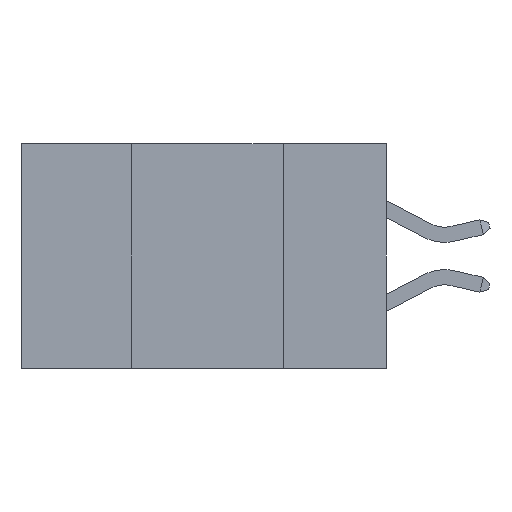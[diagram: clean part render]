
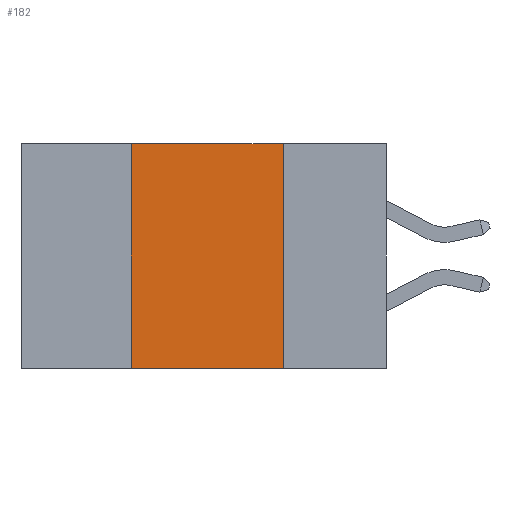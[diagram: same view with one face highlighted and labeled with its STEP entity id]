
A CAD part, left-side view. The second image highlights one B-rep face of the part: STEP entity #182.
In plain terms, the highlighted planar face has unit normal (-1, 0, 0).
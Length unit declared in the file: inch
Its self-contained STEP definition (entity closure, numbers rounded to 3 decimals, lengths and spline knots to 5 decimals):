
#182 = ADVANCED_FACE ( 'NONE', ( #3485 ), #6855, .F. ) ;
#210 = VECTOR ( 'NONE', #9599, 39.37008 ) ;
#672 = EDGE_CURVE ( 'NONE', #769, #9830, #5122, .T. ) ;
#769 = VERTEX_POINT ( 'NONE', #4840 ) ;
#999 = DIRECTION ( 'NONE',  ( 0., 0., -1. ) ) ;
#3008 = EDGE_LOOP ( 'NONE', ( #8470, #10016, #3243, #4261 ) ) ;
#3113 = EDGE_CURVE ( 'NONE', #4132, #4978, #6285, .T. ) ;
#3138 = VECTOR ( 'NONE', #3523, 39.37008 ) ;
#3209 = CARTESIAN_POINT ( 'NONE',  ( 0., 0.17, -0.37 ) ) ;
#3243 = ORIENTED_EDGE ( 'NONE', *, *, #4137, .F. ) ;
#3264 = VECTOR ( 'NONE', #4122, 39.37008 ) ;
#3485 = FACE_OUTER_BOUND ( 'NONE', #3008, .T. ) ;
#3523 = DIRECTION ( 'NONE',  ( 0., -1., 0. ) ) ;
#4122 = DIRECTION ( 'NONE',  ( 0., 0., -1. ) ) ;
#4132 = VERTEX_POINT ( 'NONE', #4730 ) ;
#4137 = EDGE_CURVE ( 'NONE', #4132, #769, #7386, .T. ) ;
#4224 = CARTESIAN_POINT ( 'NONE',  ( 0., 0.17, 0. ) ) ;
#4261 = ORIENTED_EDGE ( 'NONE', *, *, #3113, .T. ) ;
#4730 = CARTESIAN_POINT ( 'NONE',  ( 0., 0.42, -0.37 ) ) ;
#4840 = CARTESIAN_POINT ( 'NONE',  ( 0., 0.42, 0. ) ) ;
#4978 = VERTEX_POINT ( 'NONE', #3209 ) ;
#5122 = LINE ( 'NONE', #9492, #3138 ) ;
#5836 = CARTESIAN_POINT ( 'NONE',  ( 0., 0.42, -0.37 ) ) ;
#6285 = LINE ( 'NONE', #9711, #210 ) ;
#6358 = AXIS2_PLACEMENT_3D ( 'NONE', #10237, #9399, #999 ) ;
#6757 = EDGE_CURVE ( 'NONE', #9830, #4978, #8280, .T. ) ;
#6855 = PLANE ( 'NONE',  #6358 ) ;
#7386 = LINE ( 'NONE', #5836, #9072 ) ;
#7548 = CARTESIAN_POINT ( 'NONE',  ( 0., 0.17, -0.37 ) ) ;
#8280 = LINE ( 'NONE', #7548, #3264 ) ;
#8470 = ORIENTED_EDGE ( 'NONE', *, *, #6757, .F. ) ;
#9072 = VECTOR ( 'NONE', #9205, 39.37008 ) ;
#9205 = DIRECTION ( 'NONE',  ( 0., 0., 1. ) ) ;
#9399 = DIRECTION ( 'NONE',  ( 1., 0., 0. ) ) ;
#9492 = CARTESIAN_POINT ( 'NONE',  ( 0., 0.6, 0. ) ) ;
#9599 = DIRECTION ( 'NONE',  ( 0., -1., 0. ) ) ;
#9711 = CARTESIAN_POINT ( 'NONE',  ( 0., 0.6, -0.37 ) ) ;
#9830 = VERTEX_POINT ( 'NONE', #4224 ) ;
#10016 = ORIENTED_EDGE ( 'NONE', *, *, #672, .F. ) ;
#10237 = CARTESIAN_POINT ( 'NONE',  ( 0., 0.6, 0. ) ) ;
